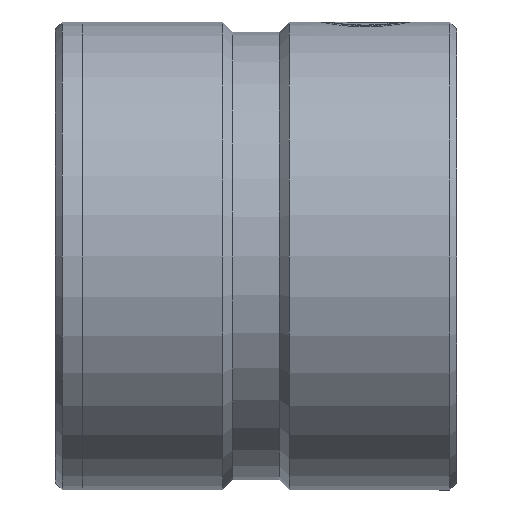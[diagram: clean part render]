
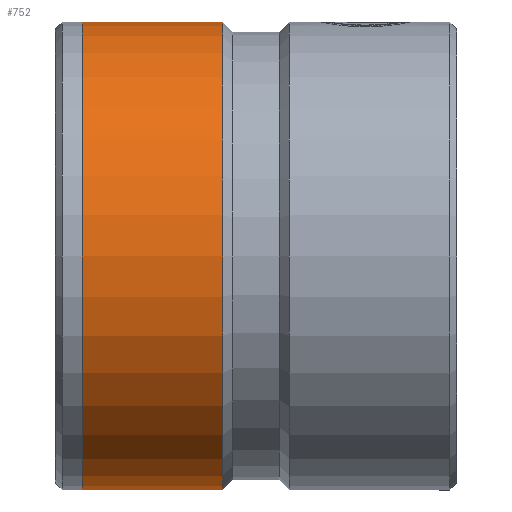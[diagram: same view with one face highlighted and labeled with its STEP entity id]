
A CAD part, left-side view. The second image highlights one B-rep face of the part: STEP entity #752.
In plain terms, the highlighted cylindrical face has radius 35 mm (diameter 70 mm), a partial arc.
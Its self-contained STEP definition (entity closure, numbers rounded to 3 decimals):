
#48 = CYLINDRICAL_SURFACE ( 'NONE', #1185, 35. ) ;
#93 = ORIENTED_EDGE ( 'NONE', *, *, #996, .F. ) ;
#145 = EDGE_CURVE ( 'NONE', #1394, #923, #784, .T. ) ;
#199 = AXIS2_PLACEMENT_3D ( 'NONE', #1252, #452, #1384 ) ;
#258 = DIRECTION ( 'NONE',  ( 0., -1., 0. ) ) ;
#264 = AXIS2_PLACEMENT_3D ( 'NONE', #561, #1492, #702 ) ;
#371 = EDGE_CURVE ( 'NONE', #950, #1394, #1204, .T. ) ;
#394 = CARTESIAN_POINT ( 'NONE',  ( 0., 0., -35. ) ) ;
#422 = FACE_OUTER_BOUND ( 'NONE', #1672, .T. ) ;
#452 = DIRECTION ( 'NONE',  ( 0., -1., 0. ) ) ;
#561 = CARTESIAN_POINT ( 'NONE',  ( 0., 35., 0. ) ) ;
#648 = CARTESIAN_POINT ( 'NONE',  ( 0., 0., 35. ) ) ;
#673 = CARTESIAN_POINT ( 'NONE',  ( 0., 35., -35. ) ) ;
#689 = CARTESIAN_POINT ( 'NONE',  ( 0., 56., 35. ) ) ;
#699 = LINE ( 'NONE', #648, #1577 ) ;
#702 = DIRECTION ( 'NONE',  ( 0., 0., -1. ) ) ;
#710 = VERTEX_POINT ( 'NONE', #1066 ) ;
#749 = ORIENTED_EDGE ( 'NONE', *, *, #1311, .F. ) ;
#752 = ADVANCED_FACE ( 'NONE', ( #422 ), #48, .T. ) ;
#784 = LINE ( 'NONE', #394, #1503 ) ;
#843 = ORIENTED_EDGE ( 'NONE', *, *, #145, .T. ) ;
#861 = CARTESIAN_POINT ( 'NONE',  ( 0., 56., -35. ) ) ;
#902 = CIRCLE ( 'NONE', #264, 35. ) ;
#923 = VERTEX_POINT ( 'NONE', #673 ) ;
#950 = VERTEX_POINT ( 'NONE', #689 ) ;
#996 = EDGE_CURVE ( 'NONE', #710, #923, #902, .T. ) ;
#1066 = CARTESIAN_POINT ( 'NONE',  ( 0., 35., 35. ) ) ;
#1083 = CARTESIAN_POINT ( 'NONE',  ( 0., 0., 0. ) ) ;
#1185 = AXIS2_PLACEMENT_3D ( 'NONE', #1083, #1359, #1350 ) ;
#1191 = DIRECTION ( 'NONE',  ( 0., -1., 0. ) ) ;
#1204 = CIRCLE ( 'NONE', #199, 35. ) ;
#1252 = CARTESIAN_POINT ( 'NONE',  ( 0., 56., 0. ) ) ;
#1311 = EDGE_CURVE ( 'NONE', #950, #710, #699, .T. ) ;
#1350 = DIRECTION ( 'NONE',  ( 0., 0., -1. ) ) ;
#1359 = DIRECTION ( 'NONE',  ( 0., -1., 0. ) ) ;
#1384 = DIRECTION ( 'NONE',  ( 0., 0., -1. ) ) ;
#1394 = VERTEX_POINT ( 'NONE', #861 ) ;
#1492 = DIRECTION ( 'NONE',  ( 0., -1., 0. ) ) ;
#1503 = VECTOR ( 'NONE', #1191, 1000. ) ;
#1566 = ORIENTED_EDGE ( 'NONE', *, *, #371, .T. ) ;
#1577 = VECTOR ( 'NONE', #258, 1000. ) ;
#1672 = EDGE_LOOP ( 'NONE', ( #749, #1566, #843, #93 ) ) ;
